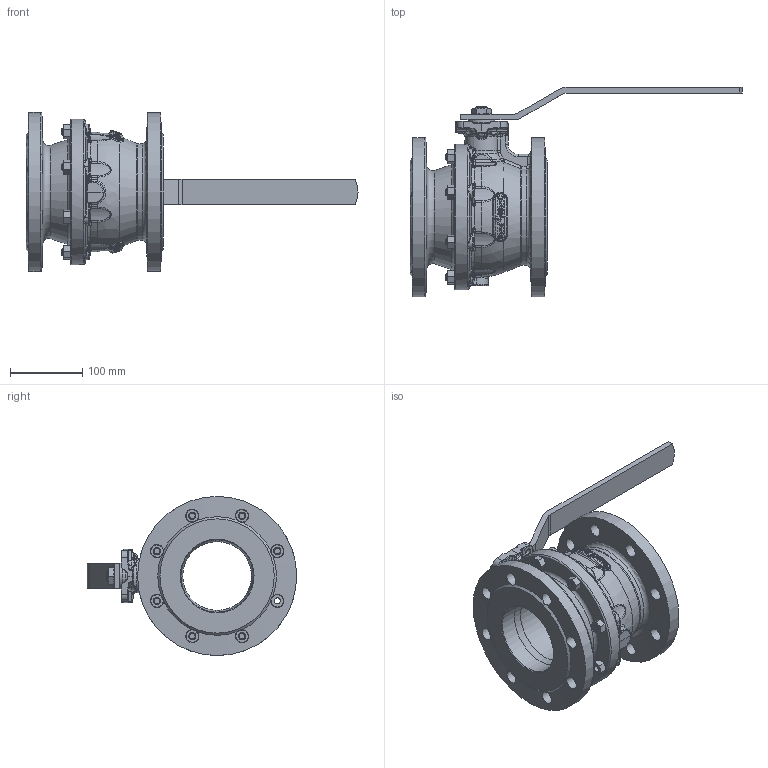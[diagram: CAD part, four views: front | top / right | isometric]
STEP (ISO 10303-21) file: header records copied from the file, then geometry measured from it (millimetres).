
FILE_DESCRIPTION( ( 'Unknown' ), '1' );
FILE_NAME( '4.170.100.stp', 'Unknown', ( 'Unknown' ), ( 'Unknown' ), 'PSStep 13.0', 'Unknown', ' ' );
FILE_SCHEMA( ( 'AUTOMOTIVE_DESIGN { 1 0 10303 214 1 1 1 1 }' ) );
Length unit declared in the file: millimetre
Products named in the file (2): Assem1; B2.DN100
Bounding box: 459 x 289.5 x 220 mm (x, y, z)
Volume: 6454858.7 mm3; surface area: 740296.8 mm2
Topology: 2 solids, 20 shells, 2968 faces, 7554 edges, 4576 vertices
Faces by surface type: plane 790, bspline 708, cylinder 526, cone 372, extrusion 270, torus 206, sphere 96
Full cylindrical faces by diameter (mm): 2.952 x2, 8.5 x4, 9 x8, 10 x28, 11 x16, 12.755 x2, 14 x2, 16 x2, 18 x32, 22.5 x2, 24 x2, 25 x2, 36 x2, 95 x2, 100 x4, 201 x2, 220 x4
Entity records: 80177 total; most frequent: CARTESIAN_POINT 36836, ORIENTED_EDGE 7138, DIRECTION 5569, EDGE_CURVE 3569, AXIS2_PLACEMENT_3D 2299, VERTEX_POINT 2227, EDGE_LOOP 1676, FACE_OUTER_BOUND 1546
